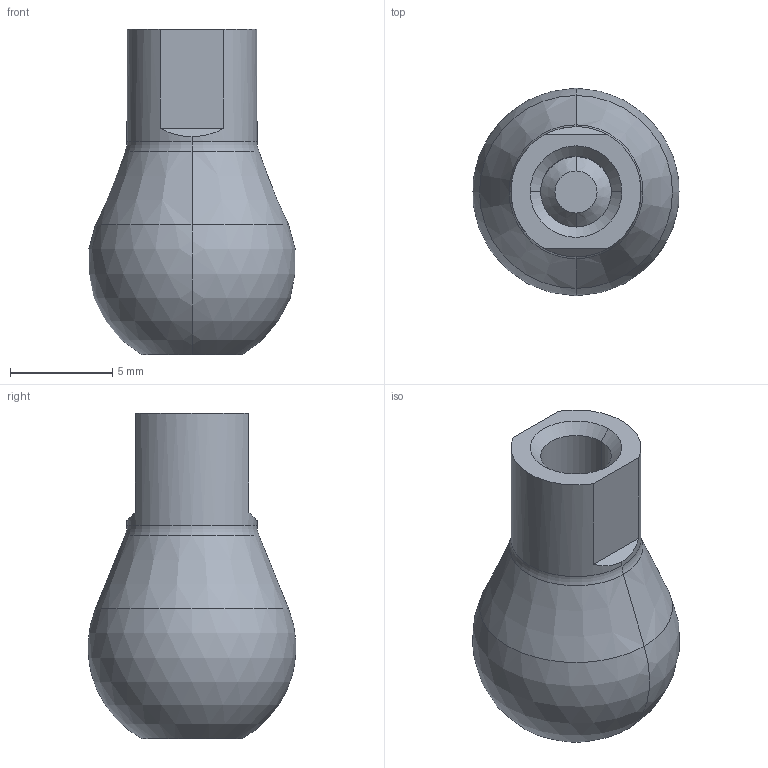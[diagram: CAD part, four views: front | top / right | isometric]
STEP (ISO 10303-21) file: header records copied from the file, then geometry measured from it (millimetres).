
FILE_DESCRIPTION((''),'2;1');
FILE_NAME('ILC66101203','2021-04-28T',('rkuestersteffen'),(''),'PRO/ENGINEER BY PARAMETRIC TECHNOLOGY CORPORATION, 2017170','PRO/ENGINEER BY PARAMETRIC TECHNOLOGY CORPORATION, 2017170','');
FILE_SCHEMA(('AUTOMOTIVE_DESIGN { 1 0 10303 214 1 1 1 1 }'));
Length unit declared in the file: inch
Products named in the file (1): ILC66101203
Bounding box: 10.06 x 10.14 x 15.88 mm (x, y, z)
Volume: 659.1 mm3; surface area: 613.5 mm2
Topology: 1 solids, 1 shells, 33 faces, 76 edges, 48 vertices
Faces by surface type: plane 15, cone 10, cylinder 4, sphere 2, torus 2
Entity records: 1241 total; most frequent: CARTESIAN_POINT 171, DIRECTION 170, ORIENTED_EDGE 152, PRESENTATION_STYLE_ASSIGNMENT 77, STYLED_ITEM 77, CURVE_STYLE 76, EDGE_CURVE 76, AXIS2_PLACEMENT_3D 65
